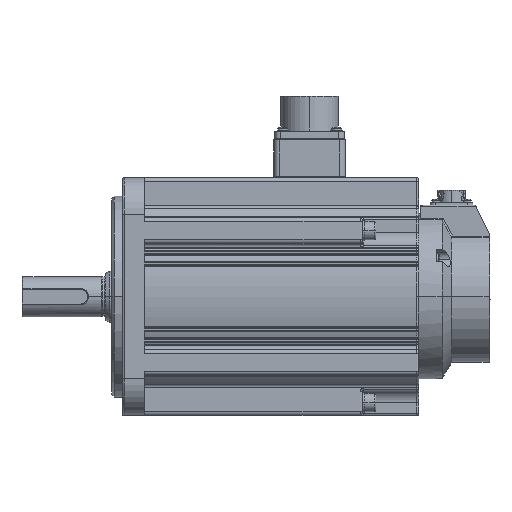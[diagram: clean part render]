
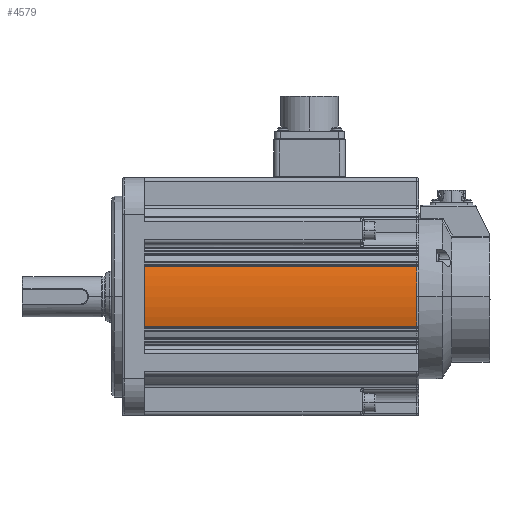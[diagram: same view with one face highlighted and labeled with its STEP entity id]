
A CAD part, top view. The second image highlights one B-rep face of the part: STEP entity #4579.
In plain terms, the highlighted cylindrical face has radius 65 mm (diameter 130 mm), a partial arc.
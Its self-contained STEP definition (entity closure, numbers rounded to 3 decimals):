
#4158 = ORIENTED_EDGE ( 'NONE', *, *, #16320, .T. ) ;
#4579 = ADVANCED_FACE ( 'NONE', ( #61274 ), #59664, .T. ) ;
#5089 = DIRECTION ( 'NONE',  ( 0., 0., -1. ) ) ;
#5155 = DIRECTION ( 'NONE',  ( 1., 0., 0. ) ) ;
#6371 = DIRECTION ( 'NONE',  ( 1., 0., 0. ) ) ;
#6403 = CARTESIAN_POINT ( 'NONE',  ( -109.06, 94.164, 97.062 ) ) ;
#6572 = CIRCLE ( 'NONE', #6837, 65. ) ;
#6837 = AXIS2_PLACEMENT_3D ( 'NONE', #52603, #52520, #52438 ) ;
#10771 = AXIS2_PLACEMENT_3D ( 'NONE', #50503, #50873, #50176 ) ;
#15559 = AXIS2_PLACEMENT_3D ( 'NONE', #24918, #5155, #5089 ) ;
#16320 = EDGE_CURVE ( 'NONE', #20253, #56045, #64126, .T. ) ;
#19824 = CARTESIAN_POINT ( 'NONE',  ( -109.06, 110.539, 99.158 ) ) ;
#20253 = VERTEX_POINT ( 'NONE', #24394 ) ;
#20660 = EDGE_CURVE ( 'NONE', #42955, #47969, #47666, .T. ) ;
#20861 = EDGE_CURVE ( 'NONE', #30513, #49118, #37797, .T. ) ;
#21675 = EDGE_CURVE ( 'NONE', #56045, #42955, #6572, .T. ) ;
#22163 = CARTESIAN_POINT ( 'NONE',  ( -301.608, 94.164, 97.044 ) ) ;
#22520 = VECTOR ( 'NONE', #46832, 1000. ) ;
#24394 = CARTESIAN_POINT ( 'NONE',  ( 39.94, 126.913, 97.075 ) ) ;
#24918 = CARTESIAN_POINT ( 'NONE',  ( -109.054, 110.539, 34.158 ) ) ;
#27447 = DIRECTION ( 'NONE',  ( 1., 0., 0. ) ) ;
#27915 = EDGE_CURVE ( 'NONE', #47969, #49118, #36598, .T. ) ;
#28903 = CARTESIAN_POINT ( 'NONE',  ( -109.06, 126.913, 97.062 ) ) ;
#30513 = VERTEX_POINT ( 'NONE', #41576 ) ;
#31898 = EDGE_LOOP ( 'NONE', ( #64774, #49729, #54516, #51612, #4158, #56826 ) ) ;
#34859 = AXIS2_PLACEMENT_3D ( 'NONE', #37756, #6371, #43041 ) ;
#36598 = LINE ( 'NONE', #22163, #62677 ) ;
#37756 = CARTESIAN_POINT ( 'NONE',  ( 39.946, 110.539, 34.171 ) ) ;
#37797 = CIRCLE ( 'NONE', #10771, 65. ) ;
#37976 = AXIS2_PLACEMENT_3D ( 'NONE', #63485, #64040, #63344 ) ;
#41576 = CARTESIAN_POINT ( 'NONE',  ( 39.94, 110.539, 99.171 ) ) ;
#42955 = VERTEX_POINT ( 'NONE', #19824 ) ;
#43041 = DIRECTION ( 'NONE',  ( 0., 0., 1. ) ) ;
#44519 = CARTESIAN_POINT ( 'NONE',  ( -301.608, 126.913, 97.044 ) ) ;
#45406 = EDGE_CURVE ( 'NONE', #20253, #30513, #67083, .T. ) ;
#46832 = DIRECTION ( 'NONE',  ( -1., 0., 0. ) ) ;
#47666 = CIRCLE ( 'NONE', #15559, 65. ) ;
#47969 = VERTEX_POINT ( 'NONE', #6403 ) ;
#49118 = VERTEX_POINT ( 'NONE', #52401 ) ;
#49729 = ORIENTED_EDGE ( 'NONE', *, *, #27915, .T. ) ;
#50176 = DIRECTION ( 'NONE',  ( 0., 0., 1. ) ) ;
#50503 = CARTESIAN_POINT ( 'NONE',  ( 39.946, 110.539, 34.171 ) ) ;
#50873 = DIRECTION ( 'NONE',  ( 1., 0., 0. ) ) ;
#51612 = ORIENTED_EDGE ( 'NONE', *, *, #45406, .F. ) ;
#52401 = CARTESIAN_POINT ( 'NONE',  ( 39.94, 94.164, 97.075 ) ) ;
#52438 = DIRECTION ( 'NONE',  ( 0., 0., -1. ) ) ;
#52520 = DIRECTION ( 'NONE',  ( 1., 0., 0. ) ) ;
#52603 = CARTESIAN_POINT ( 'NONE',  ( -109.054, 110.539, 34.158 ) ) ;
#54516 = ORIENTED_EDGE ( 'NONE', *, *, #20861, .F. ) ;
#56045 = VERTEX_POINT ( 'NONE', #28903 ) ;
#56826 = ORIENTED_EDGE ( 'NONE', *, *, #21675, .T. ) ;
#59664 = CYLINDRICAL_SURFACE ( 'NONE', #37976, 65. ) ;
#61274 = FACE_OUTER_BOUND ( 'NONE', #31898, .T. ) ;
#62677 = VECTOR ( 'NONE', #27447, 1000. ) ;
#63344 = DIRECTION ( 'NONE',  ( 0., 0., -1. ) ) ;
#63485 = CARTESIAN_POINT ( 'NONE',  ( -301.602, 110.539, 34.141 ) ) ;
#64040 = DIRECTION ( 'NONE',  ( 1., 0., 0. ) ) ;
#64126 = LINE ( 'NONE', #44519, #22520 ) ;
#64774 = ORIENTED_EDGE ( 'NONE', *, *, #20660, .T. ) ;
#67083 = CIRCLE ( 'NONE', #34859, 65. ) ;
